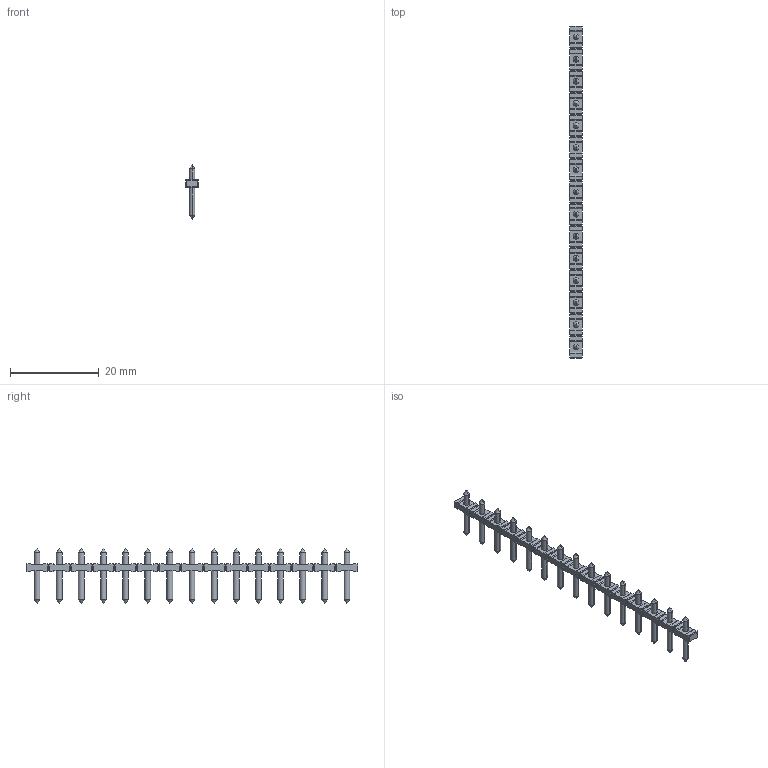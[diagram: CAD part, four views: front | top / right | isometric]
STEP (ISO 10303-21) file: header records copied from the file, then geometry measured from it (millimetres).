
FILE_DESCRIPTION((''),'2;1');
FILE_NAME('PRT0007','2024-09-29T13:34:29',('tluser'),(''),'CREO PARAMETRIC BY PTC INC, 2018100','CREO PARAMETRIC BY PTC INC, 2018100','');
FILE_SCHEMA(('CONFIG_CONTROL_DESIGN'));
Length unit declared in the file: millimetre
Products named in the file (1): PRT0007
Bounding box: 2.8 x 75 x 12.5 mm (x, y, z)
Volume: 520.7 mm3; surface area: 1291.7 mm2
Topology: 1 solids, 1 shells, 486 faces, 1152 edges, 638 vertices
Faces by surface type: plane 366, cylinder 60, cone 60
Entity records: 13034 total; most frequent: CARTESIAN_POINT 2216, DIRECTION 2184, ORIENTED_EDGE 2184, EDGE_CURVE 1092, VECTOR 972, LINE 972, VERTEX_POINT 638, AXIS2_PLACEMENT_3D 606
